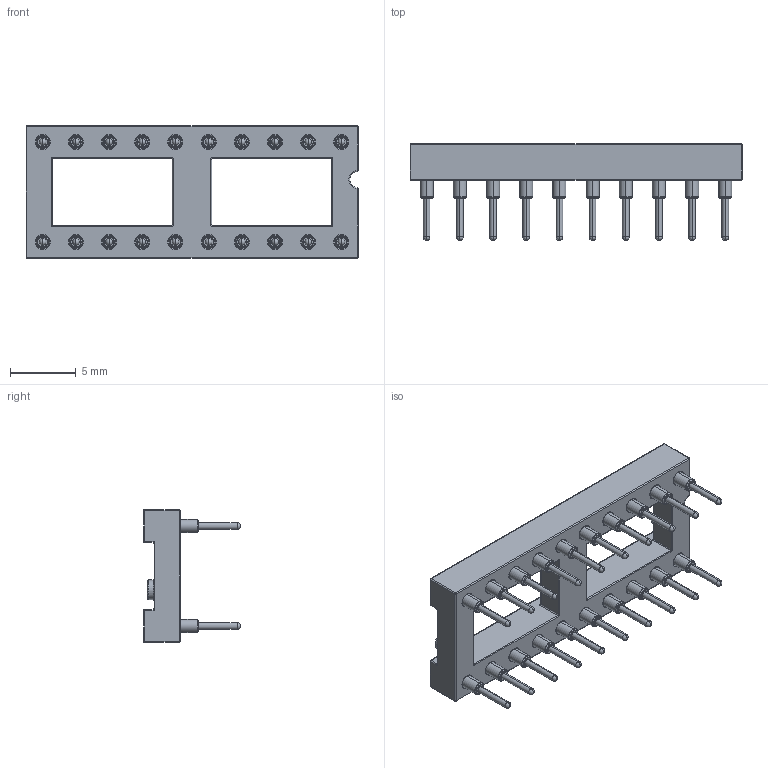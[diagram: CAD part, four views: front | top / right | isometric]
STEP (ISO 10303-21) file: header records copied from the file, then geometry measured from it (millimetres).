
FILE_DESCRIPTION (( 'STEP AP214' ), '1' );
FILE_NAME ('110-xx-320-41-001000.STEP', '2017-10-05T13:08:53', ( '' ), ( '' ), 'SwSTEP 2.0', 'SolidWorks 2014', '' );
FILE_SCHEMA (( 'AUTOMOTIVE_DESIGN' ));
Length unit declared in the file: millimetre
Products named in the file (3): Through-Hole-Pin-AU; 110-xx-320-41-001000
Assembly tree (21 placements, depth 2):
  110-xx-320-41-001000
    110-xx-320-41-001000
    Through-Hole-Pin-AU  x20
Bounding box: 25.3 x 7.37 x 10.1 mm (x, y, z)
Volume: 420.3 mm3; surface area: 1397.8 mm2
Topology: 21 solids, 21 shells, 982 faces, 2080 edges, 1104 vertices
Faces by surface type: torus 470, cylinder 257, cone 160, plane 79, sphere 16
Entity records: 11548 total; most frequent: DIRECTION 2434, CARTESIAN_POINT 1814, ORIENTED_EDGE 1764, AXIS2_PLACEMENT_3D 1116, EDGE_CURVE 882, CIRCLE 680, VERTEX_POINT 496, EDGE_LOOP 478
